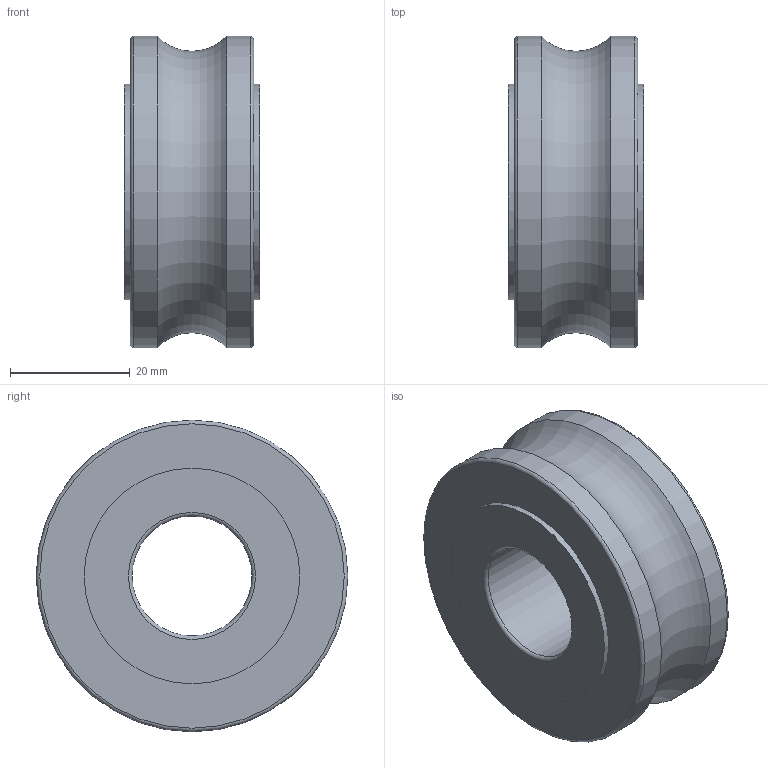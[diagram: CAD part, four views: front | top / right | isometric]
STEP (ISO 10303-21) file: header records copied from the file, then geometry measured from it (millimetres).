
FILE_DESCRIPTION (( 'STEP AP203' ), '1' );
FILE_NAME ('LFR 5204-16KDD.step', '2021-08-23T14:51:10', ( '' ), ( '' ), 'SwSTEP 2.0', 'SolidWorks 2020', '' );
FILE_SCHEMA (( 'CONFIG_CONTROL_DESIGN' ));
Length unit declared in the file: millimetre
Products named in the file (1): LFR 5204-16KDD
Bounding box: 22.6 x 52 x 52 mm (x, y, z)
Volume: 35499.5 mm3; surface area: 8605.7 mm2
Topology: 1 solids, 1 shells, 14 faces, 28 edges, 18 vertices
Faces by surface type: cylinder 5, torus 5, plane 4
Full cylindrical faces by diameter (mm): 20 x1, 36 x2, 52 x2
Entity records: 365 total; most frequent: DIRECTION 58, CARTESIAN_POINT 43, AXIS2_PLACEMENT_3D 29, ORIENTED_EDGE 28, EDGE_LOOP 28, FACE_OUTER_BOUND 24, VERTEX_POINT 14, ADVANCED_FACE 14
